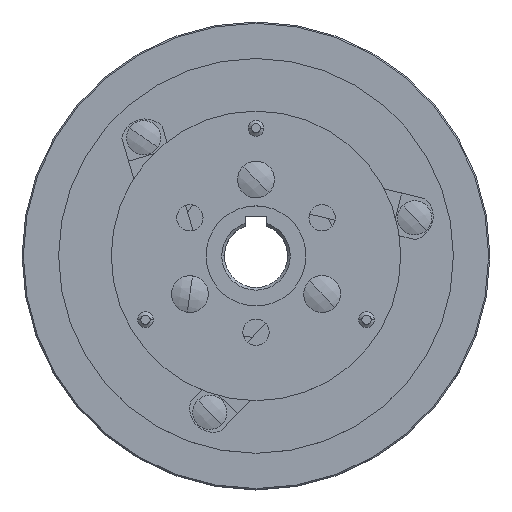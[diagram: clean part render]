
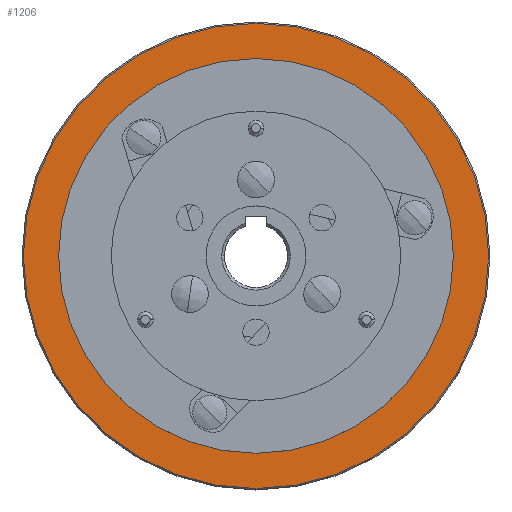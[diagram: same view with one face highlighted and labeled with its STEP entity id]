
A CAD part, top view. The second image highlights one B-rep face of the part: STEP entity #1206.
In plain terms, the highlighted planar face has unit normal (0, 0, 1).
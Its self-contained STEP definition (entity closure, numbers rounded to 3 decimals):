
#1206 = ADVANCED_FACE ( 'NONE', ( #12724, #2728 ), #8986, .F. ) ;
#1434 = EDGE_LOOP ( 'NONE', ( #9826, #10908 ) ) ;
#1893 = CARTESIAN_POINT ( 'NONE',  ( 0., 0., 26. ) ) ;
#2728 = FACE_BOUND ( 'NONE', #11926, .T. ) ;
#2756 = DIRECTION ( 'NONE',  ( 0., 0., -1. ) ) ;
#3165 = DIRECTION ( 'NONE',  ( -1., 0., 0. ) ) ;
#3603 = DIRECTION ( 'NONE',  ( 0., 0., 1. ) ) ;
#3951 = AXIS2_PLACEMENT_3D ( 'NONE', #10264, #2756, #11501 ) ;
#4056 = EDGE_CURVE ( 'NONE', #10350, #7221, #7943, .T. ) ;
#4254 = AXIS2_PLACEMENT_3D ( 'NONE', #12616, #5108, #13873 ) ;
#5108 = DIRECTION ( 'NONE',  ( 0., 0., -1. ) ) ;
#5140 = CIRCLE ( 'NONE', #9314, 75. ) ;
#5636 = CARTESIAN_POINT ( 'NONE',  ( 88.4, 0., 26. ) ) ;
#5651 = AXIS2_PLACEMENT_3D ( 'NONE', #11085, #3603, #12353 ) ;
#6273 = VERTEX_POINT ( 'NONE', #8982 ) ;
#6281 = CARTESIAN_POINT ( 'NONE',  ( 0., 0., 26. ) ) ;
#6574 = ORIENTED_EDGE ( 'NONE', *, *, #11185, .T. ) ;
#6914 = EDGE_CURVE ( 'NONE', #7221, #10350, #12588, .T. ) ;
#7221 = VERTEX_POINT ( 'NONE', #11901 ) ;
#7522 = DIRECTION ( 'NONE',  ( -1., 0., 0. ) ) ;
#7943 = CIRCLE ( 'NONE', #15728, 88.4 ) ;
#8982 = CARTESIAN_POINT ( 'NONE',  ( -75., 0., 26. ) ) ;
#8986 = PLANE ( 'NONE',  #3951 ) ;
#9314 = AXIS2_PLACEMENT_3D ( 'NONE', #6281, #15045, #7522 ) ;
#9522 = ORIENTED_EDGE ( 'NONE', *, *, #12207, .T. ) ;
#9702 = CIRCLE ( 'NONE', #4254, 75. ) ;
#9826 = ORIENTED_EDGE ( 'NONE', *, *, #6914, .T. ) ;
#10264 = CARTESIAN_POINT ( 'NONE',  ( 0., 88.9, 26. ) ) ;
#10350 = VERTEX_POINT ( 'NONE', #5636 ) ;
#10639 = DIRECTION ( 'NONE',  ( 0., 0., 1. ) ) ;
#10908 = ORIENTED_EDGE ( 'NONE', *, *, #4056, .T. ) ;
#11085 = CARTESIAN_POINT ( 'NONE',  ( 0., 0., 26. ) ) ;
#11185 = EDGE_CURVE ( 'NONE', #12287, #6273, #9702, .T. ) ;
#11501 = DIRECTION ( 'NONE',  ( -1., 0., 0. ) ) ;
#11901 = CARTESIAN_POINT ( 'NONE',  ( -88.4, 0., 26. ) ) ;
#11926 = EDGE_LOOP ( 'NONE', ( #9522, #6574 ) ) ;
#12207 = EDGE_CURVE ( 'NONE', #6273, #12287, #5140, .T. ) ;
#12287 = VERTEX_POINT ( 'NONE', #13838 ) ;
#12353 = DIRECTION ( 'NONE',  ( -1., 0., 0. ) ) ;
#12588 = CIRCLE ( 'NONE', #5651, 88.4 ) ;
#12616 = CARTESIAN_POINT ( 'NONE',  ( 0., 0., 26. ) ) ;
#12724 = FACE_OUTER_BOUND ( 'NONE', #1434, .T. ) ;
#13838 = CARTESIAN_POINT ( 'NONE',  ( 75., 0., 26. ) ) ;
#13873 = DIRECTION ( 'NONE',  ( -1., 0., 0. ) ) ;
#15045 = DIRECTION ( 'NONE',  ( 0., 0., -1. ) ) ;
#15728 = AXIS2_PLACEMENT_3D ( 'NONE', #1893, #10639, #3165 ) ;
